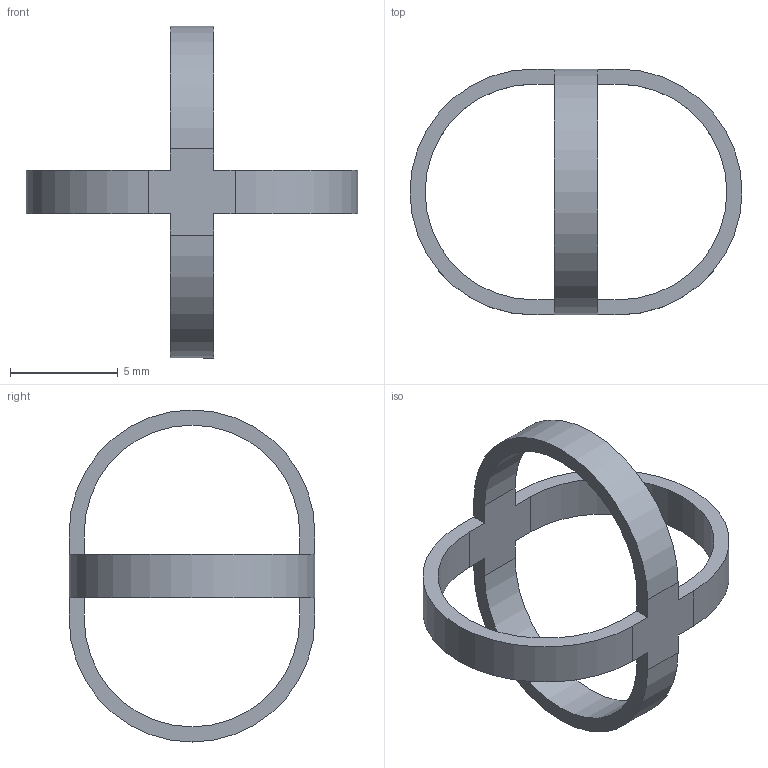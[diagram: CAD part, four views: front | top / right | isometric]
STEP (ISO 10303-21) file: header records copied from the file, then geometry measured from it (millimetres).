
FILE_DESCRIPTION (( 'STEP AP214' ), '1' );
FILE_NAME ('Spring_5_07_2.STEP', '2022-12-07T20:22:19', ( '' ), ( '' ), 'SwSTEP 2.0', 'SolidWorks 2021', '' );
FILE_SCHEMA (( 'AUTOMOTIVE_DESIGN' ));
Length unit declared in the file: millimetre
Products named in the file (1): Spring_5_07_2
Bounding box: 15.4 x 11.4 x 15.4 mm (x, y, z)
Volume: 110.9 mm3; surface area: 422.2 mm2
Topology: 1 solids, 1 shells, 20 faces, 72 edges, 48 vertices
Faces by surface type: plane 12, cylinder 8
Entity records: 818 total; most frequent: ORIENTED_EDGE 144, CARTESIAN_POINT 141, DIRECTION 130, EDGE_CURVE 72, LINE 56, VECTOR 56, VERTEX_POINT 48, AXIS2_PLACEMENT_3D 37
